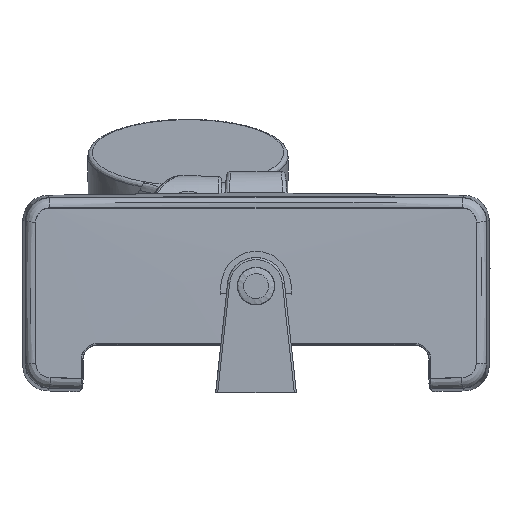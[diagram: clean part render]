
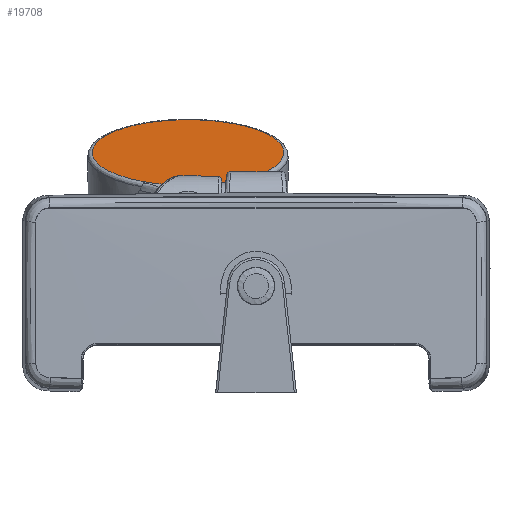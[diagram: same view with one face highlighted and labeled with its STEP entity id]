
A CAD part, front view. The second image highlights one B-rep face of the part: STEP entity #19708.
In plain terms, the highlighted planar face has unit normal (0, -0.342, 0.94).
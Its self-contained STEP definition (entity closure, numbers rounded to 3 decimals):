
#4 = CARTESIAN_POINT ( 'NONE',  ( -50.11, 242.531, 128.609 ) ) ;
#441 = EDGE_CURVE ( 'NONE', #8827, #20237, #19959, .T. ) ;
#968 = CARTESIAN_POINT ( 'NONE',  ( -33.665, 159.267, 98.303 ) ) ;
#1010 = CARTESIAN_POINT ( 'NONE',  ( -7.251, 166.008, 100.757 ) ) ;
#1037 = CARTESIAN_POINT ( 'NONE',  ( -27.19, 159.515, 98.394 ) ) ;
#1092 = EDGE_CURVE ( 'NONE', #15471, #16473, #15776, .T. ) ;
#1392 = ORIENTED_EDGE ( 'NONE', *, *, #13709, .F. ) ;
#1631 = CARTESIAN_POINT ( 'NONE',  ( -77.744, 207.598, 115.894 ) ) ;
#1718 = CARTESIAN_POINT ( 'NONE',  ( -14.38, 242.531, 128.609 ) ) ;
#2273 = EDGE_CURVE ( 'NONE', #19214, #20237, #11770, .T. ) ;
#2637 = CARTESIAN_POINT ( 'NONE',  ( -53.055, 163.983, 100.02 ) ) ;
#2660 = CARTESIAN_POINT ( 'NONE',  ( -32.599, 159.248, 98.296 ) ) ;
#2741 = CARTESIAN_POINT ( 'NONE',  ( -27.122, 159.522, 98.396 ) ) ;
#2991 = CARTESIAN_POINT ( 'NONE',  ( -42.479, 160.346, 98.696 ) ) ;
#3014 = CARTESIAN_POINT ( 'NONE',  ( -53.055, 163.983, 100.02 ) ) ;
#3401 = CARTESIAN_POINT ( 'NONE',  ( 10.885, 218.79, 119.968 ) ) ;
#3822 = EDGE_CURVE ( 'NONE', #16473, #8827, #15892, .T. ) ;
#3976 = CARTESIAN_POINT ( 'NONE',  ( -49.699, 162.359, 99.429 ) ) ;
#4131 = CARTESIAN_POINT ( 'NONE',  ( -46.174, 161.147, 98.987 ) ) ;
#4358 = CARTESIAN_POINT ( 'NONE',  ( -65.963, 171.978, 102.93 ) ) ;
#4379 = CARTESIAN_POINT ( 'NONE',  ( -32.346, 159.247, 98.296 ) ) ;
#4452 = CARTESIAN_POINT ( 'NONE',  ( -27.1, 159.525, 98.397 ) ) ;
#5123 = CARTESIAN_POINT ( 'NONE',  ( 13.254, 202.002, 113.858 ) ) ;
#6032 = CARTESIAN_POINT ( 'NONE',  ( 13.254, 196.407, 111.821 ) ) ;
#6036 = CARTESIAN_POINT ( 'NONE',  ( -77.744, 196.407, 111.821 ) ) ;
#6058 = CARTESIAN_POINT ( 'NONE',  ( -32.272, 159.247, 98.296 ) ) ;
#6090 = ORIENTED_EDGE ( 'NONE', *, *, #1092, .T. ) ;
#6131 = CARTESIAN_POINT ( 'NONE',  ( -24.134, 159.934, 98.546 ) ) ;
#6147 = CARTESIAN_POINT ( 'NONE',  ( -11.435, 163.983, 100.02 ) ) ;
#6174 = CARTESIAN_POINT ( 'NONE',  ( -22.011, 160.346, 98.696 ) ) ;
#6216 = CARTESIAN_POINT ( 'NONE',  ( -18.307, 161.151, 98.989 ) ) ;
#6242 = CARTESIAN_POINT ( 'NONE',  ( -14.781, 162.364, 99.43 ) ) ;
#6276 = CARTESIAN_POINT ( 'NONE',  ( -42.479, 160.346, 98.696 ) ) ;
#6828 = CARTESIAN_POINT ( 'NONE',  ( -11.435, 163.983, 100.02 ) ) ;
#7280 = B_SPLINE_CURVE_WITH_KNOTS ( 'NONE', 3,
 ( #2637, #20602, #4358, #15886, #6036, #17500 ),
 .UNSPECIFIED., .F., .F.,
 ( 4, 1, 1, 4 ),
 ( 0.076, 0.125, 0.188, 0.25 ),
 .UNSPECIFIED. ) ;
#7731 = CARTESIAN_POINT ( 'NONE',  ( -30.114, 159.282, 98.309 ) ) ;
#8050 = CARTESIAN_POINT ( 'NONE',  ( -77.744, 202.002, 113.858 ) ) ;
#8827 = VERTEX_POINT ( 'NONE', #16971 ) ;
#9288 = AXIS2_PLACEMENT_3D ( 'NONE', #19138, #20741, #11146 ) ;
#9402 = CARTESIAN_POINT ( 'NONE',  ( -27.852, 159.449, 98.37 ) ) ;
#10072 = CARTESIAN_POINT ( 'NONE',  ( -65.255, 233.022, 125.148 ) ) ;
#11020 = CARTESIAN_POINT ( 'NONE',  ( -35.105, 159.327, 98.325 ) ) ;
#11062 = CARTESIAN_POINT ( 'NONE',  ( 1.472, 171.978, 102.93 ) ) ;
#11093 = CARTESIAN_POINT ( 'NONE',  ( -27.284, 159.505, 98.39 ) ) ;
#11146 = DIRECTION ( 'NONE',  ( 0., 0.94, 0.342 ) ) ;
#11761 = CARTESIAN_POINT ( 'NONE',  ( -32.245, 245.87, 129.824 ) ) ;
#11770 = B_SPLINE_CURVE_WITH_KNOTS ( 'NONE', 3,
 ( #19068, #6032, #20667, #11062, #1010, #12753 ),
 .UNSPECIFIED., .F., .F.,
 ( 4, 1, 1, 4 ),
 ( 0.75, 0.812, 0.875, 0.924 ),
 .UNSPECIFIED. ) ;
#12713 = CARTESIAN_POINT ( 'NONE',  ( -32.953, 159.252, 98.298 ) ) ;
#12753 = CARTESIAN_POINT ( 'NONE',  ( -11.435, 163.983, 100.02 ) ) ;
#12778 = CARTESIAN_POINT ( 'NONE',  ( -27.142, 159.52, 98.395 ) ) ;
#13396 = CARTESIAN_POINT ( 'NONE',  ( 0.765, 233.022, 125.148 ) ) ;
#13709 = EDGE_CURVE ( 'NONE', #14656, #19214, #15560, .T. ) ;
#13736 = CARTESIAN_POINT ( 'NONE',  ( -53.055, 163.983, 100.02 ) ) ;
#14299 = CARTESIAN_POINT ( 'NONE',  ( -32.422, 159.247, 98.296 ) ) ;
#14360 = CARTESIAN_POINT ( 'NONE',  ( -27.108, 159.524, 98.397 ) ) ;
#14376 = ORIENTED_EDGE ( 'NONE', *, *, #441, .T. ) ;
#14656 = VERTEX_POINT ( 'NONE', #8050 ) ;
#14994 = CARTESIAN_POINT ( 'NONE',  ( 13.254, 207.598, 115.894 ) ) ;
#15471 = VERTEX_POINT ( 'NONE', #13736 ) ;
#15560 = B_SPLINE_CURVE_WITH_KNOTS ( 'NONE', 3,
 ( #19658, #1631, #19732, #10072, #4, #11761, #1718, #13396, #3401, #14994, #5123 ),
 .UNSPECIFIED., .F., .F.,
 ( 4, 1, 1, 1, 1, 1, 1, 1, 4 ),
 ( 0.25, 0.313, 0.375, 0.438, 0.5, 0.563, 0.625, 0.688, 0.75 ),
 .UNSPECIFIED. ) ;
#15564 = ORIENTED_EDGE ( 'NONE', *, *, #2273, .F. ) ;
#15776 = B_SPLINE_CURVE_WITH_KNOTS ( 'NONE', 3,
 ( #3014, #3976, #4131, #2991 ),
 .UNSPECIFIED., .F., .F.,
 ( 4, 4 ),
 ( 0., 1. ),
 .UNSPECIFIED. ) ;
#15886 = CARTESIAN_POINT ( 'NONE',  ( -75.375, 185.215, 107.748 ) ) ;
#15892 = B_SPLINE_CURVE_WITH_KNOTS ( 'NONE', 3,
 ( #18479, #17446, #20625, #11020, #968, #12713, #2660, #14299, #4379, #15906, #6058, #17520, #7731, #19094, #9402, #20695, #11093, #1037, #12778, #2741, #14360, #4452, #15978, #6131, #17576 ),
 .UNSPECIFIED., .F., .F.,
 ( 4, 1, 1, 1, 1, 1, 1, 2, 2, 1, 1, 1, 1, 1, 1, 1, 2, 2, 4 ),
 ( 0., 0.25, 0.375, 0.438, 0.469, 0.484, 0.492, 0.496, 0.5, 0.625, 0.688, 0.719, 0.734, 0.742, 0.746, 0.748, 0.749, 0.75, 1. ),
 .UNSPECIFIED. ) ;
#15906 = CARTESIAN_POINT ( 'NONE',  ( -32.296, 159.247, 98.296 ) ) ;
#15978 = CARTESIAN_POINT ( 'NONE',  ( -25.829, 159.661, 98.447 ) ) ;
#16174 = ORIENTED_EDGE ( 'NONE', *, *, #3822, .T. ) ;
#16473 = VERTEX_POINT ( 'NONE', #6276 ) ;
#16593 = CARTESIAN_POINT ( 'NONE',  ( 13.254, 202.002, 113.858 ) ) ;
#16971 = CARTESIAN_POINT ( 'NONE',  ( -22.011, 160.346, 98.696 ) ) ;
#17446 = CARTESIAN_POINT ( 'NONE',  ( -40.678, 159.979, 98.563 ) ) ;
#17500 = CARTESIAN_POINT ( 'NONE',  ( -77.744, 202.002, 113.858 ) ) ;
#17520 = CARTESIAN_POINT ( 'NONE',  ( -31.395, 159.247, 98.296 ) ) ;
#17576 = CARTESIAN_POINT ( 'NONE',  ( -22.011, 160.346, 98.696 ) ) ;
#18479 = CARTESIAN_POINT ( 'NONE',  ( -42.479, 160.346, 98.696 ) ) ;
#18518 = FACE_OUTER_BOUND ( 'NONE', #20823, .T. ) ;
#19068 = CARTESIAN_POINT ( 'NONE',  ( 13.254, 202.002, 113.858 ) ) ;
#19073 = PLANE ( 'NONE',  #9288 ) ;
#19094 = CARTESIAN_POINT ( 'NONE',  ( -28.608, 159.383, 98.346 ) ) ;
#19138 = CARTESIAN_POINT ( 'NONE',  ( -32.245, 26.908, 50.129 ) ) ;
#19214 = VERTEX_POINT ( 'NONE', #16593 ) ;
#19658 = CARTESIAN_POINT ( 'NONE',  ( -77.744, 202.002, 113.858 ) ) ;
#19708 = ADVANCED_FACE ( 'NONE', ( #18518 ), #19073, .F. ) ;
#19732 = CARTESIAN_POINT ( 'NONE',  ( -75.375, 218.79, 119.968 ) ) ;
#19959 = B_SPLINE_CURVE_WITH_KNOTS ( 'NONE', 3,
 ( #6174, #6216, #6242, #6147 ),
 .UNSPECIFIED., .F., .F.,
 ( 4, 4 ),
 ( 0., 1. ),
 .UNSPECIFIED. ) ;
#20237 = VERTEX_POINT ( 'NONE', #6828 ) ;
#20582 = ORIENTED_EDGE ( 'NONE', *, *, #20891, .F. ) ;
#20602 = CARTESIAN_POINT ( 'NONE',  ( -57.239, 166.008, 100.757 ) ) ;
#20625 = CARTESIAN_POINT ( 'NONE',  ( -38.048, 159.567, 98.413 ) ) ;
#20667 = CARTESIAN_POINT ( 'NONE',  ( 10.885, 185.215, 107.748 ) ) ;
#20695 = CARTESIAN_POINT ( 'NONE',  ( -27.474, 159.486, 98.383 ) ) ;
#20741 = DIRECTION ( 'NONE',  ( 0., 0.342, -0.94 ) ) ;
#20823 = EDGE_LOOP ( 'NONE', ( #1392, #20582, #6090, #16174, #14376, #15564 ) ) ;
#20891 = EDGE_CURVE ( 'NONE', #15471, #14656, #7280, .T. ) ;
